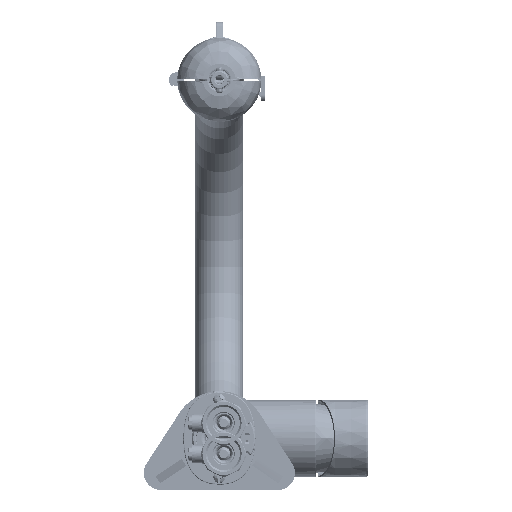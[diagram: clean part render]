
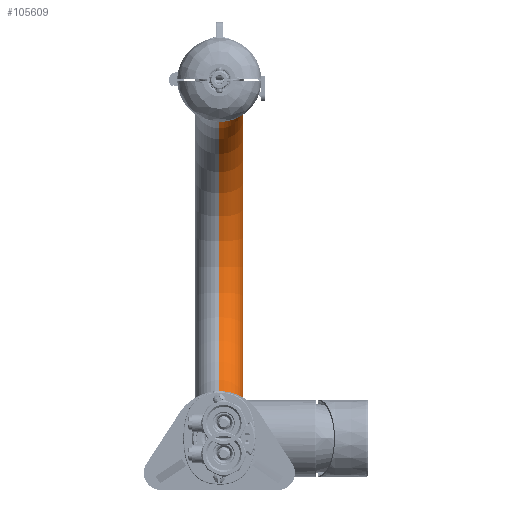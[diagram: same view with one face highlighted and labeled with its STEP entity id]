
A CAD part, front view. The second image highlights one B-rep face of the part: STEP entity #105609.
In plain terms, the highlighted toroidal (fillet/blend) face has major radius 100 mm and minor radius 14 mm.
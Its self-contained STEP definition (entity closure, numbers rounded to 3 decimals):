
#105078=CARTESIAN_POINT('',(0.,170.,0.));
#105079=DIRECTION('',(0.,1.,0.));
#105080=DIRECTION('',(1.,0.,0.));
#105081=AXIS2_PLACEMENT_3D('',#105078,#105079,#105080);
#105083=CARTESIAN_POINT('',(100.,170.,0.));
#105084=DIRECTION('',(0.,0.,-1.));
#105085=DIRECTION('',(-1.,0.,0.));
#105086=AXIS2_PLACEMENT_3D('',#105083,#105084,#105085);
#105093=CARTESIAN_POINT('',(100.,170.,0.));
#105094=DIRECTION('',(0.,0.,-1.));
#105095=DIRECTION('',(-1.,0.,0.));
#105096=AXIS2_PLACEMENT_3D('',#105093,#105094,#105095);
#105179=CARTESIAN_POINT('',(198.481,187.365,0.));
#105180=DIRECTION('',(0.174,-0.985,0.));
#105181=DIRECTION('',(-0.985,-0.174,0.));
#105182=AXIS2_PLACEMENT_3D('',#105179,#105180,#105181);
#105454=CARTESIAN_POINT('',(-14.,170.,0.));
#105455=CARTESIAN_POINT('',(14.,170.,0.));
#105456=VERTEX_POINT('',#105454);
#105457=VERTEX_POINT('',#105455);
#105458=CARTESIAN_POINT('',(212.268,189.796,0.));
#105459=VERTEX_POINT('',#105458);
#105460=CARTESIAN_POINT('',(184.693,184.934,0.));
#105461=VERTEX_POINT('',#105460);
#105595=CARTESIAN_POINT('',(100.,170.,0.));
#105596=DIRECTION('',(0.,0.,-1.));
#105597=DIRECTION('',(1.,0.,0.));
#105598=AXIS2_PLACEMENT_3D('',#105595,#105596,#105597);
#105599=TOROIDAL_SURFACE('',#105598,100.,14.);
#105600=ORIENTED_EDGE('',*,*,#105589,.F.);
#105602=ORIENTED_EDGE('',*,*,#105601,.T.);
#105604=ORIENTED_EDGE('',*,*,#105603,.T.);
#105606=ORIENTED_EDGE('',*,*,#105605,.F.);
#105607=EDGE_LOOP('',(#105600,#105602,#105604,#105606));
#105608=FACE_OUTER_BOUND('',#105607,.F.);
#105609=ADVANCED_FACE('',(#105608),#105599,.T.);
#105082=CIRCLE('',#105081,14.);
#105087=CIRCLE('',#105086,86.);
#105097=CIRCLE('',#105096,114.);
#105183=CIRCLE('',#105182,14.);
#105589=EDGE_CURVE('',#105457,#105456,#105082,.T.);
#105601=EDGE_CURVE('',#105457,#105461,#105087,.T.);
#105603=EDGE_CURVE('',#105461,#105459,#105183,.T.);
#105605=EDGE_CURVE('',#105456,#105459,#105097,.T.);
